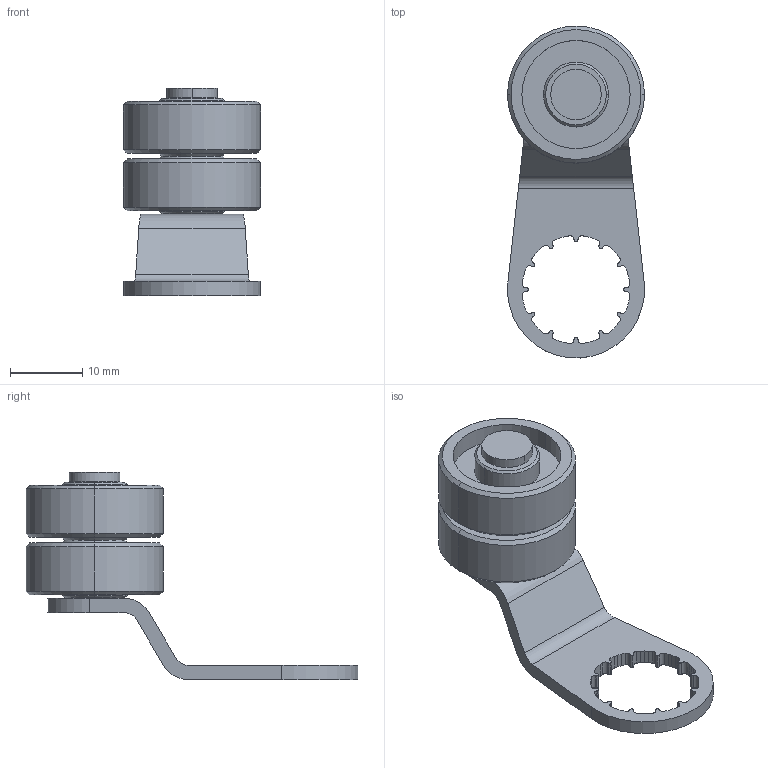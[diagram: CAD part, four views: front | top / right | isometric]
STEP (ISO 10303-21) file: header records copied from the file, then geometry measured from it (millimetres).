
FILE_DESCRIPTION(('STEP AP214'),'1');
FILE_NAME('cctmp_29537DD1-158D-4EA6-BB90-2EB8EE48B503_2023_07_21_12_27_18_0049..stp','2023-07-21T10:27:18',('SIEMENS A&D'),('CADClick - www.CADClick.com'),'Spatial InterOp 3D postprocessed',' ','unknown authorization');
FILE_SCHEMA(('AUTOMOTIVE_DESIGN'));
Length unit declared in the file: millimetre
Products named in the file (5): cc_unnamed; 2023_07_21_12_27_18_0030; 2023_07_21_12_27_18_0026; 2023_07_21_12_27_18_0022; 2023_07_21_12_27_18_0018
Assembly tree (4 placements, depth 2):
  cc_unnamed
    2023_07_21_12_27_18_0030
    2023_07_21_12_27_18_0026
    2023_07_21_12_27_18_0022
    2023_07_21_12_27_18_0018
Bounding box: 19 x 45.98 x 28.75 mm (x, y, z)
Volume: 4072.2 mm3; surface area: 4720.7 mm2
Topology: 4 solids, 4 shells, 203 faces, 537 edges, 351 vertices
Faces by surface type: plane 96, cylinder 89, cone 18
Entity records: 10604 total; most frequent: DIRECTION 1145, CARTESIAN_POINT 1094, STYLED_ITEM 1093, PRESENTATION_STYLE_ASSIGNMENT 1093, ORIENTED_EDGE 1070, EDGE_CURVE 535, CURVE_STYLE 535, DRAUGHTING_PRE_DEFINED_CURVE_FONT 535
